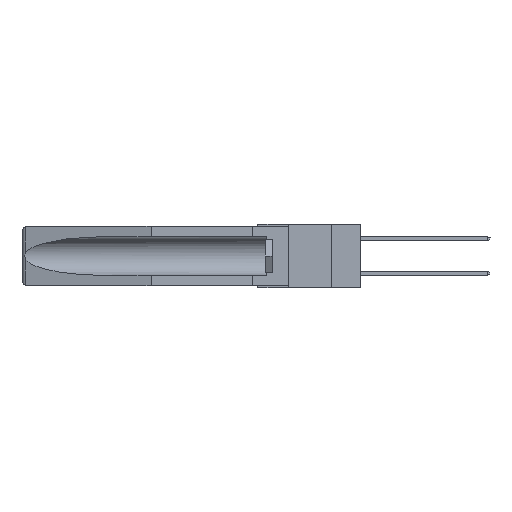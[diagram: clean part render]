
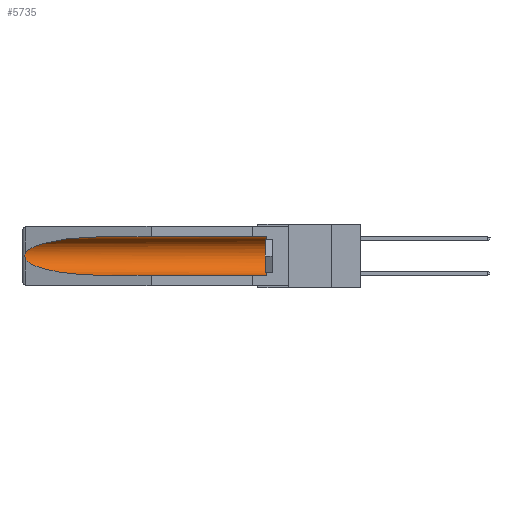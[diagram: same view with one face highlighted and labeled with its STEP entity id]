
A CAD part, left-side view. The second image highlights one B-rep face of the part: STEP entity #5735.
In plain terms, the highlighted cylindrical face has radius 2.857 mm (diameter 5.715 mm), a partial arc.
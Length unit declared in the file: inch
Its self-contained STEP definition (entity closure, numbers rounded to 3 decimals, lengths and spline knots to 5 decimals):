
#39 = CARTESIAN_POINT ( 'NONE',  ( 0.155, 1.07973, -0.059 ) ) ;
#410 = CARTESIAN_POINT ( 'NONE',  ( 0.155, 1.07973, -0.284 ) ) ;
#486 = EDGE_CURVE ( 'NONE', #23416, #26759, #30887, .T. ) ;
#536 = LINE ( 'NONE', #22969, #2990 ) ;
#914 = CARTESIAN_POINT ( 'NONE',  ( 0.155, 1.07973, -0.059 ) ) ;
#1093 =( BOUNDED_CURVE ( )  B_SPLINE_CURVE ( 3, ( #16382, #10895, #19027, #31870 ),
 .UNSPECIFIED., .F., .T. ) 
 B_SPLINE_CURVE_WITH_KNOTS ( ( 4, 4 ),
 ( 0.1948, 1.5708 ),
 .UNSPECIFIED. ) 
 CURVE ( )  GEOMETRIC_REPRESENTATION_ITEM ( )  RATIONAL_B_SPLINE_CURVE ( ( 1., 0.848, 0.848, 1. ) ) 
 REPRESENTATION_ITEM ( '' )  );
#2459 = CARTESIAN_POINT ( 'NONE',  ( 0.25451, 1.48313, -0.09465 ) ) ;
#2990 = VECTOR ( 'NONE', #9950, 39.37008 ) ;
#3857 = CARTESIAN_POINT ( 'NONE',  ( 0.2675, 1.53308, -0.17534 ) ) ;
#4008 = CARTESIAN_POINT ( 'NONE',  ( 0.155, 0.126, -0.1715 ) ) ;
#4029 = FACE_OUTER_BOUND ( 'NONE', #12893, .T. ) ;
#5570 = ORIENTED_EDGE ( 'NONE', *, *, #486, .T. ) ;
#5735 = ADVANCED_FACE ( 'NONE', ( #4029 ), #26882, .F. ) ;
#6171 = CARTESIAN_POINT ( 'NONE',  ( 0.155, -0.30754, -0.059 ) ) ;
#6355 = CARTESIAN_POINT ( 'NONE',  ( 0.2673, 1.5327, -0.16383 ) ) ;
#6817 = VERTEX_POINT ( 'NONE', #410 ) ;
#6900 = ORIENTED_EDGE ( 'NONE', *, *, #18338, .T. ) ;
#6907 = ORIENTED_EDGE ( 'NONE', *, *, #17235, .T. ) ;
#7466 = DIRECTION ( 'NONE',  ( 0., 1., 0. ) ) ;
#7517 = CARTESIAN_POINT ( 'NONE',  ( 0.26537, 1.52718, -0.14972 ) ) ;
#7923 = LINE ( 'NONE', #6171, #12423 ) ;
#8309 = ORIENTED_EDGE ( 'NONE', *, *, #10746, .T. ) ;
#9141 = DIRECTION ( 'NONE',  ( 0., -1., 0. ) ) ;
#9668 = DIRECTION ( 'NONE',  ( 0., 0., 1. ) ) ;
#9950 = DIRECTION ( 'NONE',  ( 0., 1., 0. ) ) ;
#10698 = B_SPLINE_CURVE_WITH_KNOTS ( 'NONE', 3,
 ( #21328, #16179, #25002, #6355, #14257, #3857, #32722, #28222, #31062, #16008 ),
 .UNSPECIFIED., .F., .F.,
 ( 4, 2, 2, 2, 4 ),
 ( 0., 0.00029, 0.00058, 0.00087, 0.00117 ),
 .UNSPECIFIED. ) ;
#10746 = EDGE_CURVE ( 'NONE', #21221, #17963, #18208, .T. ) ;
#10895 = CARTESIAN_POINT ( 'NONE',  ( 0.25451, 1.48313, -0.24835 ) ) ;
#11168 = CARTESIAN_POINT ( 'NONE',  ( 0.155, 0.126, -0.284 ) ) ;
#12423 = VECTOR ( 'NONE', #14308, 39.37008 ) ;
#12455 = EDGE_CURVE ( 'NONE', #25598, #6817, #1093, .T. ) ;
#12893 = EDGE_LOOP ( 'NONE', ( #5570, #6907, #21918, #32298, #8309, #6900 ) ) ;
#14257 = CARTESIAN_POINT ( 'NONE',  ( 0.2675, 1.53308, -0.16763 ) ) ;
#14308 = DIRECTION ( 'NONE',  ( 0., 1., 0. ) ) ;
#14325 = AXIS2_PLACEMENT_3D ( 'NONE', #28207, #7466, #9668 ) ;
#16008 = CARTESIAN_POINT ( 'NONE',  ( 0.26537, 1.52718, -0.19328 ) ) ;
#16179 = CARTESIAN_POINT ( 'NONE',  ( 0.26597, 1.52961, -0.15275 ) ) ;
#16382 = CARTESIAN_POINT ( 'NONE',  ( 0.26537, 1.52718, -0.19328 ) ) ;
#17235 = EDGE_CURVE ( 'NONE', #26759, #25598, #10698, .T. ) ;
#17963 = VERTEX_POINT ( 'NONE', #31333 ) ;
#18208 = CIRCLE ( 'NONE', #28042, 0.1125 ) ;
#18338 = EDGE_CURVE ( 'NONE', #17963, #23416, #7923, .T. ) ;
#18545 = CARTESIAN_POINT ( 'NONE',  ( 0.26537, 1.52718, -0.14972 ) ) ;
#19027 = CARTESIAN_POINT ( 'NONE',  ( 0.21114, 1.30732, -0.284 ) ) ;
#21221 = VERTEX_POINT ( 'NONE', #11168 ) ;
#21328 = CARTESIAN_POINT ( 'NONE',  ( 0.26537, 1.52718, -0.14972 ) ) ;
#21918 = ORIENTED_EDGE ( 'NONE', *, *, #12455, .T. ) ;
#22969 = CARTESIAN_POINT ( 'NONE',  ( 0.155, -0.30754, -0.284 ) ) ;
#23416 = VERTEX_POINT ( 'NONE', #914 ) ;
#25002 = CARTESIAN_POINT ( 'NONE',  ( 0.26654, 1.53092, -0.15636 ) ) ;
#25598 = VERTEX_POINT ( 'NONE', #28964 ) ;
#26319 = CARTESIAN_POINT ( 'NONE',  ( 0.21114, 1.30732, -0.059 ) ) ;
#26759 = VERTEX_POINT ( 'NONE', #7517 ) ;
#26882 = CYLINDRICAL_SURFACE ( 'NONE', #14325, 0.1125 ) ;
#27442 = DIRECTION ( 'NONE',  ( 0., 0., 1. ) ) ;
#28042 = AXIS2_PLACEMENT_3D ( 'NONE', #4008, #9141, #27442 ) ;
#28207 = CARTESIAN_POINT ( 'NONE',  ( 0.155, -0.30754, -0.1715 ) ) ;
#28222 = CARTESIAN_POINT ( 'NONE',  ( 0.26655, 1.53094, -0.18657 ) ) ;
#28964 = CARTESIAN_POINT ( 'NONE',  ( 0.26537, 1.52718, -0.19328 ) ) ;
#30887 =( BOUNDED_CURVE ( )  B_SPLINE_CURVE ( 3, ( #39, #26319, #2459, #18545 ),
 .UNSPECIFIED., .F., .F. ) 
 B_SPLINE_CURVE_WITH_KNOTS ( ( 4, 4 ),
 ( 4.71239, 6.08839 ),
 .UNSPECIFIED. ) 
 CURVE ( )  GEOMETRIC_REPRESENTATION_ITEM ( )  RATIONAL_B_SPLINE_CURVE ( ( 1., 0.848, 0.848, 1. ) ) 
 REPRESENTATION_ITEM ( '' )  );
#31062 = CARTESIAN_POINT ( 'NONE',  ( 0.26597, 1.5296, -0.19026 ) ) ;
#31136 = EDGE_CURVE ( 'NONE', #21221, #6817, #536, .T. ) ;
#31333 = CARTESIAN_POINT ( 'NONE',  ( 0.155, 0.126, -0.059 ) ) ;
#31870 = CARTESIAN_POINT ( 'NONE',  ( 0.155, 1.07973, -0.284 ) ) ;
#32298 = ORIENTED_EDGE ( 'NONE', *, *, #31136, .F. ) ;
#32722 = CARTESIAN_POINT ( 'NONE',  ( 0.2673, 1.53269, -0.17917 ) ) ;
